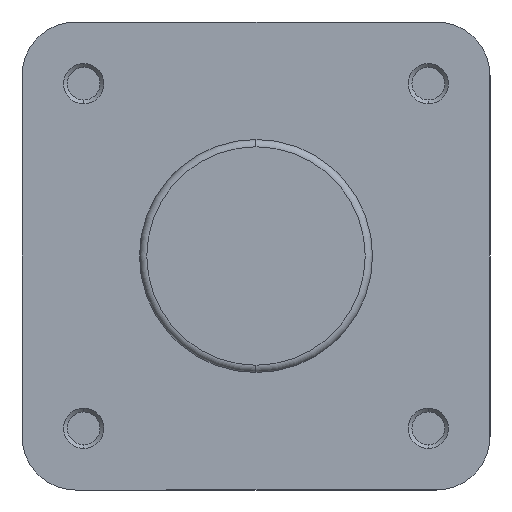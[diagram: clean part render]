
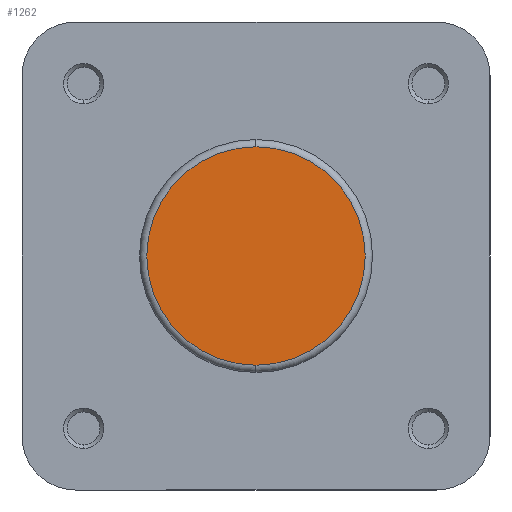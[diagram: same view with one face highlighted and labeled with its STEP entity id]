
A CAD part, left-side view. The second image highlights one B-rep face of the part: STEP entity #1262.
In plain terms, the highlighted planar face has unit normal (-1, 0, 0).
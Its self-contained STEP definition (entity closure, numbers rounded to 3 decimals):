
#83 = EDGE_CURVE ( 'NONE', #2990, #2980, #1134, .T. ) ;
#122 = EDGE_CURVE ( 'NONE', #2980, #2990, #4300, .T. ) ;
#413 = AXIS2_PLACEMENT_3D ( 'NONE', #3217, #3218, #3219 ) ;
#432 = AXIS2_PLACEMENT_3D ( 'NONE', #3308, #3315, #3316 ) ;
#775 = ORIENTED_EDGE ( 'NONE', *, *, #122, .T. ) ;
#776 = ORIENTED_EDGE ( 'NONE', *, *, #83, .T. ) ;
#1134 = CIRCLE ( 'NONE', #413, 22.4 ) ;
#1262 = ADVANCED_FACE ( 'NONE', ( #4943 ), #2162, .F. ) ;
#1376 = AXIS2_PLACEMENT_3D ( 'NONE', #2161, #2164, #2165 ) ;
#2161 = CARTESIAN_POINT ( 'NONE',  ( 0., 23.9, 0. ) ) ;
#2162 = PLANE ( 'NONE',  #1376 ) ;
#2164 = DIRECTION ( 'NONE',  ( 1., 0., 0. ) ) ;
#2165 = DIRECTION ( 'NONE',  ( 0., 0., -1. ) ) ;
#2605 = CARTESIAN_POINT ( 'NONE',  ( 0., 0., -22.4 ) ) ;
#2615 = CARTESIAN_POINT ( 'NONE',  ( 0., 0., 22.4 ) ) ;
#2893 = EDGE_LOOP ( 'NONE', ( #775, #776 ) ) ;
#2980 = VERTEX_POINT ( 'NONE', #2605 ) ;
#2990 = VERTEX_POINT ( 'NONE', #2615 ) ;
#3217 = CARTESIAN_POINT ( 'NONE',  ( 0., 0., 0. ) ) ;
#3218 = DIRECTION ( 'NONE',  ( -1., 0., 0. ) ) ;
#3219 = DIRECTION ( 'NONE',  ( 0., 0., -1. ) ) ;
#3308 = CARTESIAN_POINT ( 'NONE',  ( 0., 0., 0. ) ) ;
#3315 = DIRECTION ( 'NONE',  ( -1., 0., 0. ) ) ;
#3316 = DIRECTION ( 'NONE',  ( 0., 0., -1. ) ) ;
#4300 = CIRCLE ( 'NONE', #432, 22.4 ) ;
#4943 = FACE_OUTER_BOUND ( 'NONE', #2893, .T. ) ;
